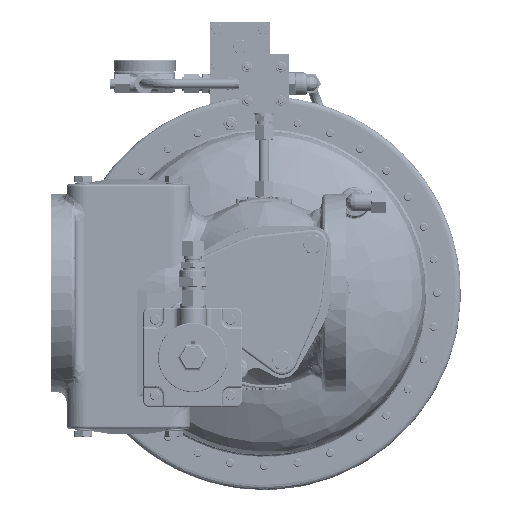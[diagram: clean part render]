
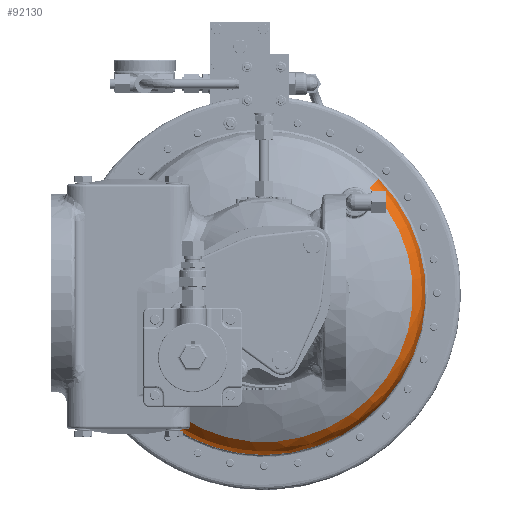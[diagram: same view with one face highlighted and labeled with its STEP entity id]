
A CAD part, front view. The second image highlights one B-rep face of the part: STEP entity #92130.
In plain terms, the highlighted free-form (B-spline) face has degree [3, 3] with [4, 4] control points.
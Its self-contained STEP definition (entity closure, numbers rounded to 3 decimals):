
#6392 = CARTESIAN_POINT ( 'NONE',  ( 115.686, 210.768, 115.686 ) ) ;
#14539 = CIRCLE ( 'NONE', #45970, 163.605 ) ;
#17400 = CARTESIAN_POINT ( 'NONE',  ( 94.554, 213.383, 94.554 ) ) ;
#17401 = CARTESIAN_POINT ( 'NONE',  ( 347.059, 210.768, -115.686 ) ) ;
#18219 = CARTESIAN_POINT ( 'NONE',  ( 106.525, 188.616, -319.575 ) ) ;
#20695 = CARTESIAN_POINT ( 'NONE',  ( -106.525, 188.616, -106.525 ) ) ;
#25818 = CIRCLE ( 'NONE', #199508, 163.605 ) ;
#32886 = ORIENTED_EDGE ( 'NONE', *, *, #121804, .F. ) ;
#34483 = CIRCLE ( 'NONE', #145471, 30. ) ;
#36801 = DIRECTION ( 'NONE',  ( 0.707, 0., 0.707 ) ) ;
#36803 = CARTESIAN_POINT ( 'NONE',  ( -115.686, 210.768, -115.686 ) ) ;
#37489 = CIRCLE ( 'NONE', #67109, 150.649 ) ;
#37937 = EDGE_CURVE ( 'NONE', #155809, #181815, #37489, .T. ) ;
#39354 = CARTESIAN_POINT ( 'NONE',  ( 0., 210.768, 0. ) ) ;
#45970 = AXIS2_PLACEMENT_3D ( 'NONE', #39354, #175037, #58873 ) ;
#49083 = AXIS2_PLACEMENT_3D ( 'NONE', #17400, #153010, #36801 ) ;
#50265 = VERTEX_POINT ( 'NONE', #6392 ) ;
#55511 = CARTESIAN_POINT ( 'NONE',  ( 115.686, 210.768, 115.686 ) ) ;
#56332 = CARTESIAN_POINT ( 'NONE',  ( 345.369, 201.663, -115.123 ) ) ;
#58873 = DIRECTION ( 'NONE',  ( -0.707, 0., -0.707 ) ) ;
#67109 = AXIS2_PLACEMENT_3D ( 'NONE', #104338, #239970, #123813 ) ;
#75874 = CARTESIAN_POINT ( 'NONE',  ( -115.123, 201.663, -115.123 ) ) ;
#78388 = CARTESIAN_POINT ( 'NONE',  ( 0., 210.768, 0. ) ) ;
#86103 = EDGE_CURVE ( 'NONE', #224198, #229762, #25818, .T. ) ;
#92130 = ADVANCED_FACE ( 'NONE', ( #249404 ), #174473, .T. ) ;
#95347 = CARTESIAN_POINT ( 'NONE',  ( 335.581, 193.774, -111.86 ) ) ;
#97912 = DIRECTION ( 'NONE',  ( -0.707, 0., -0.707 ) ) ;
#104338 = CARTESIAN_POINT ( 'NONE',  ( 0., 188.616, 0. ) ) ;
#105951 = CARTESIAN_POINT ( 'NONE',  ( -94.554, 213.383, -94.554 ) ) ;
#114811 = CARTESIAN_POINT ( 'NONE',  ( -111.86, 193.774, -111.86 ) ) ;
#117531 = CARTESIAN_POINT ( 'NONE',  ( 106.525, 188.616, 106.525 ) ) ;
#119635 = ORIENTED_EDGE ( 'NONE', *, *, #183213, .T. ) ;
#121804 = EDGE_CURVE ( 'NONE', #229762, #181815, #34483, .T. ) ;
#123813 = DIRECTION ( 'NONE',  ( -0.707, 0., -0.707 ) ) ;
#125434 = DIRECTION ( 'NONE',  ( -0.707, 0., -0.707 ) ) ;
#134346 = CARTESIAN_POINT ( 'NONE',  ( 319.575, 188.616, -106.525 ) ) ;
#145471 = AXIS2_PLACEMENT_3D ( 'NONE', #105951, #241599, #125434 ) ;
#153010 = DIRECTION ( 'NONE',  ( 0.707, 0., -0.707 ) ) ;
#153011 = CARTESIAN_POINT ( 'NONE',  ( 115.686, 210.768, -347.059 ) ) ;
#153850 = CARTESIAN_POINT ( 'NONE',  ( -106.525, 188.616, -106.525 ) ) ;
#155809 = VERTEX_POINT ( 'NONE', #117531 ) ;
#170374 = CARTESIAN_POINT ( 'NONE',  ( -115.686, 210.768, -115.686 ) ) ;
#172498 = CARTESIAN_POINT ( 'NONE',  ( 115.123, 201.663, 115.123 ) ) ;
#174473 =( BOUNDED_SURFACE ( )  B_SPLINE_SURFACE ( 3, 3, ( 
 ( #55511, #17401, #153011, #36803 ),
 ( #172498, #56332, #191966, #75874 ),
 ( #211538, #95347, #230974, #114811 ),
 ( #250485, #134346, #18219, #153850 ) ),
 .UNSPECIFIED., .F., .F., .F. ) 
 B_SPLINE_SURFACE_WITH_KNOTS ( ( 4, 4 ),
 ( 4, 4 ),
 ( 0., 1. ),
 ( 0., 1. ),
 .UNSPECIFIED. ) 
 GEOMETRIC_REPRESENTATION_ITEM ( )  RATIONAL_B_SPLINE_SURFACE ( (
 ( 1., 0.333, 0.333, 1.),
 ( 0.936, 0.312, 0.312, 0.936),
 ( 0.936, 0.312, 0.312, 0.936),
 ( 1., 0.333, 0.333, 1.) ) ) 
 REPRESENTATION_ITEM ( '' )  SURFACE ( )  );
#175037 = DIRECTION ( 'NONE',  ( 0., 1., 0. ) ) ;
#181815 = VERTEX_POINT ( 'NONE', #20695 ) ;
#183213 = EDGE_CURVE ( 'NONE', #50265, #155809, #195953, .T. ) ;
#183614 = ORIENTED_EDGE ( 'NONE', *, *, #37937, .T. ) ;
#191966 = CARTESIAN_POINT ( 'NONE',  ( 115.123, 201.663, -345.369 ) ) ;
#195953 = CIRCLE ( 'NONE', #49083, 30. ) ;
#197620 = EDGE_LOOP ( 'NONE', ( #200915, #119635, #183614, #32886, #225515 ) ) ;
#199508 = AXIS2_PLACEMENT_3D ( 'NONE', #78388, #214048, #97912 ) ;
#200915 = ORIENTED_EDGE ( 'NONE', *, *, #222827, .F. ) ;
#211538 = CARTESIAN_POINT ( 'NONE',  ( 111.86, 193.774, 111.86 ) ) ;
#214048 = DIRECTION ( 'NONE',  ( 0., 1., 0. ) ) ;
#222801 = CARTESIAN_POINT ( 'NONE',  ( 0., 210.768, -163.605 ) ) ;
#222827 = EDGE_CURVE ( 'NONE', #50265, #224198, #14539, .T. ) ;
#224198 = VERTEX_POINT ( 'NONE', #222801 ) ;
#225515 = ORIENTED_EDGE ( 'NONE', *, *, #86103, .F. ) ;
#229762 = VERTEX_POINT ( 'NONE', #170374 ) ;
#230974 = CARTESIAN_POINT ( 'NONE',  ( 111.86, 193.774, -335.581 ) ) ;
#239970 = DIRECTION ( 'NONE',  ( 0., 1., 0. ) ) ;
#241599 = DIRECTION ( 'NONE',  ( -0.707, 0., 0.707 ) ) ;
#249404 = FACE_OUTER_BOUND ( 'NONE', #197620, .T. ) ;
#250485 = CARTESIAN_POINT ( 'NONE',  ( 106.525, 188.616, 106.525 ) ) ;
